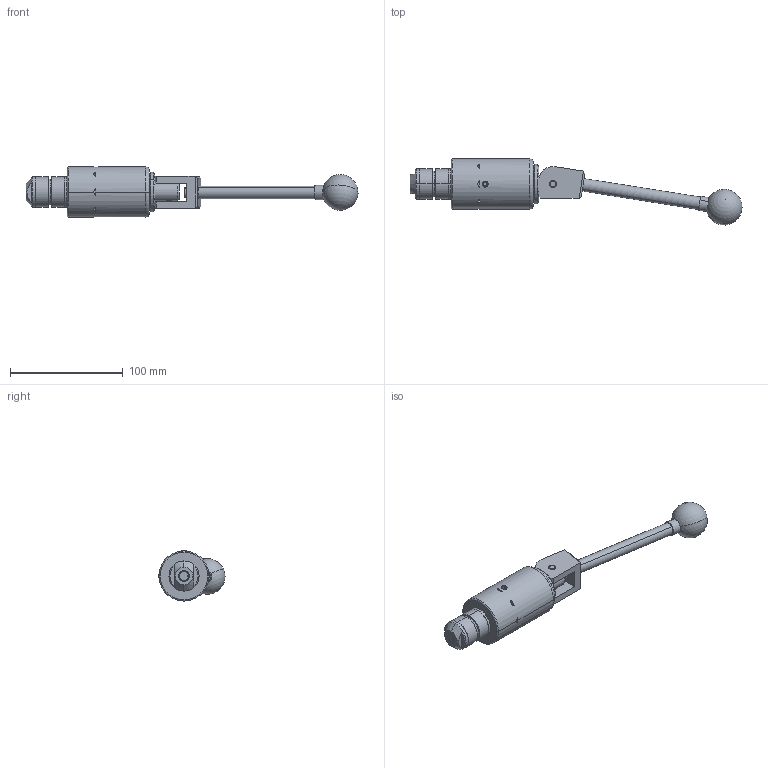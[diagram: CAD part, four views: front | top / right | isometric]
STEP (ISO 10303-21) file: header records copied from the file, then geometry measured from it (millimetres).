
FILE_DESCRIPTION (( 'STEP AP214' ), '1' );
FILE_NAME ('CTSC-003530.STEP', '2025-05-26T16:33:11', ( '' ), ( '' ), 'SwSTEP 2.0', 'SolidWorks 2023', '' );
FILE_SCHEMA (( 'AUTOMOTIVE_DESIGN' ));
Length unit declared in the file: inch
Products named in the file (1): CTSC-003530
Bounding box: 294.93 x 58.69 x 44.45 mm (x, y, z)
Volume: 184815.5 mm3; surface area: 41248.2 mm2
Topology: 9 solids, 9 shells, 233 faces, 577 edges, 363 vertices
Faces by surface type: cylinder 96, plane 78, cone 38, torus 16, bspline 3, sphere 2
Entity records: 11338 total; most frequent: CARTESIAN_POINT 2711, DIRECTION 1180, ORIENTED_EDGE 1140, EDGE_CURVE 570, AXIS2_PLACEMENT_3D 481, VERTEX_POINT 360, EDGE_LOOP 272, CIRCLE 250
